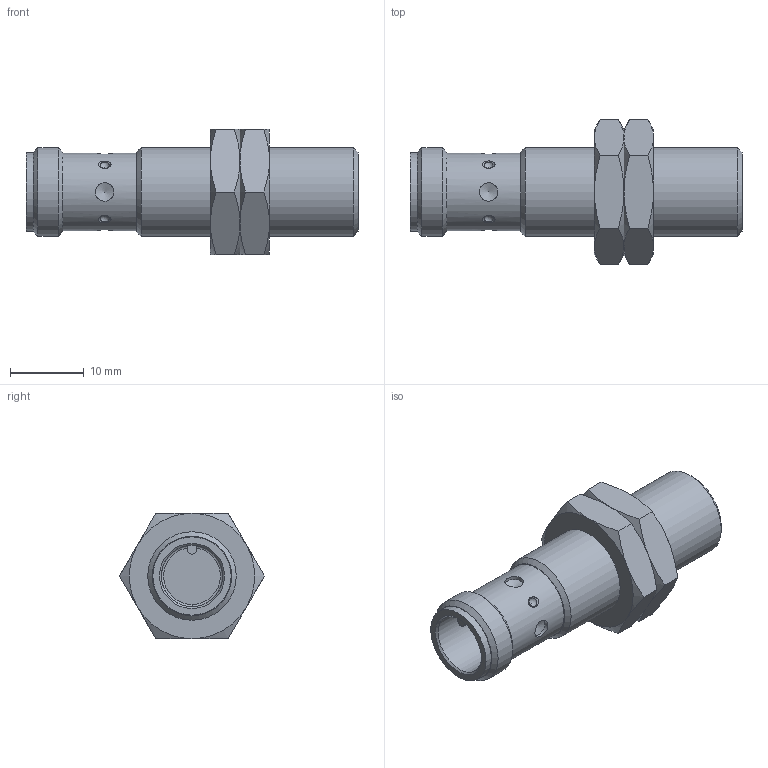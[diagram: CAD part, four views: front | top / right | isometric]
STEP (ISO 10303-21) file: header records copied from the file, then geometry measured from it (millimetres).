
FILE_DESCRIPTION(/* description */ ('Alibre Inc.'),/* implementation_level */ '2;1');
FILE_NAME(/* name */ 'export-2411EC2A-A45B-4721-A549-E7AE1CF581EC',/* time_stamp */ '2021-05-22T10:31:01+02:00',/* author */ (''),/* organization */ (''),/* preprocessor_version */ 'ST-DEVELOPER v17',/* originating_system */ 'Alibre',/* authorisation */ '');
FILE_SCHEMA (('AUTOMOTIVE_DESIGN'));
Length unit declared in the file: millimetre
Products named in the file (3): _IFS244_part1; _SW17-L4-M12x1; IFS244
Bounding box: 45 x 19.63 x 17 mm (x, y, z)
Volume: 5504.6 mm3; surface area: 3445.9 mm2
Topology: 3 solids, 3 shells, 89 faces, 214 edges, 136 vertices
Faces by surface type: cone 37, plane 27, cylinder 14, torus 7, sphere 4
Full cylindrical faces by diameter (mm): 2.5 x4, 8.3 x1, 10.16 x1, 10.2 x1, 10.55 x1, 10.6 x1, 10.917 x2, 12 x2
Entity records: 2375 total; most frequent: CARTESIAN_POINT 825, ORIENTED_EDGE 310, DIRECTION 303, EDGE_CURVE 155, AXIS2_PLACEMENT_3D 145, VERTEX_POINT 106, EDGE_LOOP 81, FACE_BOUND 81
